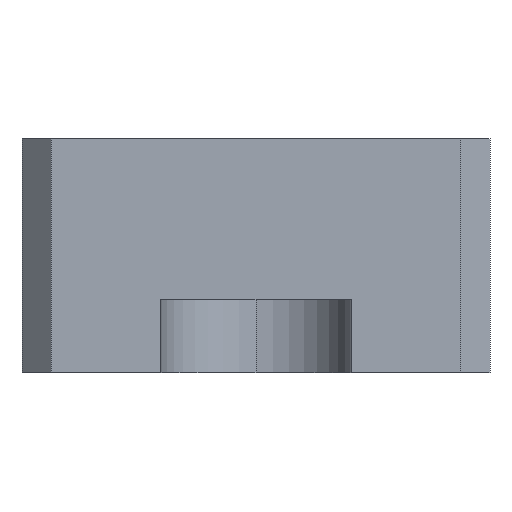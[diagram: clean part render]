
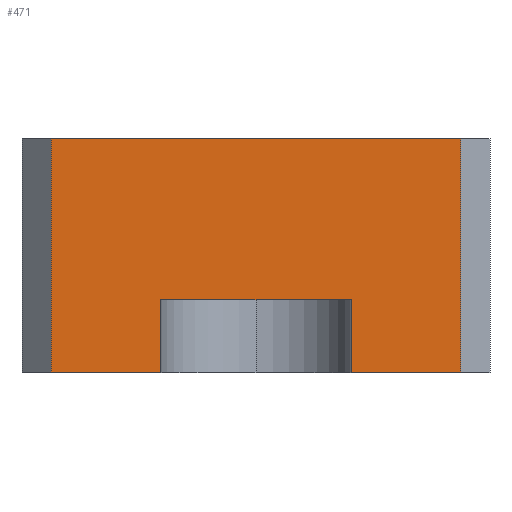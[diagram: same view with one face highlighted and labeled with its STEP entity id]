
A CAD part, left-side view. The second image highlights one B-rep face of the part: STEP entity #471.
In plain terms, the highlighted planar face has unit normal (-1, 0, 0).
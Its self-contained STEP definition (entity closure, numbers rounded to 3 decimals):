
#1 = DIRECTION ( 'NONE',  ( 0., 0., -1. ) ) ;
#10 = AXIS2_PLACEMENT_3D ( 'NONE', #279, #495, #1 ) ;
#27 = VERTEX_POINT ( 'NONE', #391 ) ;
#49 = FACE_OUTER_BOUND ( 'NONE', #572, .T. ) ;
#53 = CARTESIAN_POINT ( 'NONE',  ( -49., -14., 0. ) ) ;
#69 = ORIENTED_EDGE ( 'NONE', *, *, #662, .F. ) ;
#72 = VERTEX_POINT ( 'NONE', #672 ) ;
#81 = ORIENTED_EDGE ( 'NONE', *, *, #357, .F. ) ;
#100 = VECTOR ( 'NONE', #492, 1000. ) ;
#104 = CARTESIAN_POINT ( 'NONE',  ( -49., -14., 16. ) ) ;
#106 = DIRECTION ( 'NONE',  ( 0., 0., -1. ) ) ;
#115 = CARTESIAN_POINT ( 'NONE',  ( -49., -14., 5. ) ) ;
#121 = CARTESIAN_POINT ( 'NONE',  ( -49., 14., 16. ) ) ;
#160 = LINE ( 'NONE', #603, #650 ) ;
#170 = ORIENTED_EDGE ( 'NONE', *, *, #367, .F. ) ;
#171 = EDGE_CURVE ( 'NONE', #27, #72, #346, .T. ) ;
#174 = EDGE_CURVE ( 'NONE', #334, #355, #506, .T. ) ;
#178 = ORIENTED_EDGE ( 'NONE', *, *, #171, .T. ) ;
#186 = CARTESIAN_POINT ( 'NONE',  ( -49., -14., 0. ) ) ;
#205 = ORIENTED_EDGE ( 'NONE', *, *, #504, .T. ) ;
#206 = PLANE ( 'NONE',  #10 ) ;
#211 = DIRECTION ( 'NONE',  ( 0., 1., 0. ) ) ;
#222 = ORIENTED_EDGE ( 'NONE', *, *, #174, .F. ) ;
#258 = VERTEX_POINT ( 'NONE', #410 ) ;
#263 = DIRECTION ( 'NONE',  ( 0., 0., -1. ) ) ;
#265 = VECTOR ( 'NONE', #499, 1000. ) ;
#278 = VECTOR ( 'NONE', #692, 1000. ) ;
#279 = CARTESIAN_POINT ( 'NONE',  ( -49., -14., 16. ) ) ;
#301 = VECTOR ( 'NONE', #106, 1000. ) ;
#319 = LINE ( 'NONE', #488, #301 ) ;
#326 = VERTEX_POINT ( 'NONE', #476 ) ;
#331 = CARTESIAN_POINT ( 'NONE',  ( -49., -14., 0. ) ) ;
#334 = VERTEX_POINT ( 'NONE', #364 ) ;
#346 = LINE ( 'NONE', #121, #673 ) ;
#351 = DIRECTION ( 'NONE',  ( 0., 0., -1. ) ) ;
#355 = VERTEX_POINT ( 'NONE', #433 ) ;
#357 = EDGE_CURVE ( 'NONE', #326, #457, #541, .T. ) ;
#364 = CARTESIAN_POINT ( 'NONE',  ( -49., 6.5, 5. ) ) ;
#367 = EDGE_CURVE ( 'NONE', #457, #623, #699, .T. ) ;
#391 = CARTESIAN_POINT ( 'NONE',  ( -49., 14., 16. ) ) ;
#410 = CARTESIAN_POINT ( 'NONE',  ( -49., -6.5, 5. ) ) ;
#413 = EDGE_CURVE ( 'NONE', #326, #27, #160, .T. ) ;
#431 = EDGE_CURVE ( 'NONE', #258, #623, #319, .T. ) ;
#433 = CARTESIAN_POINT ( 'NONE',  ( -49., 6.5, 0. ) ) ;
#456 = DIRECTION ( 'NONE',  ( 0., 0., -1. ) ) ;
#457 = VERTEX_POINT ( 'NONE', #53 ) ;
#471 = ADVANCED_FACE ( 'NONE', ( #49 ), #206, .T. ) ;
#475 = LINE ( 'NONE', #186, #278 ) ;
#476 = CARTESIAN_POINT ( 'NONE',  ( -49., -14., 16. ) ) ;
#480 = VECTOR ( 'NONE', #456, 1000. ) ;
#487 = ORIENTED_EDGE ( 'NONE', *, *, #431, .T. ) ;
#488 = CARTESIAN_POINT ( 'NONE',  ( -49., -6.5, 16. ) ) ;
#492 = DIRECTION ( 'NONE',  ( 0., 1., 0. ) ) ;
#495 = DIRECTION ( 'NONE',  ( -1., 0., 0. ) ) ;
#499 = DIRECTION ( 'NONE',  ( 0., -1., 0. ) ) ;
#504 = EDGE_CURVE ( 'NONE', #334, #258, #671, .T. ) ;
#506 = LINE ( 'NONE', #565, #480 ) ;
#512 = CARTESIAN_POINT ( 'NONE',  ( -49., -6.5, 0. ) ) ;
#541 = LINE ( 'NONE', #104, #573 ) ;
#565 = CARTESIAN_POINT ( 'NONE',  ( -49., 6.5, 16. ) ) ;
#572 = EDGE_LOOP ( 'NONE', ( #205, #487, #170, #81, #619, #178, #69, #222 ) ) ;
#573 = VECTOR ( 'NONE', #263, 1000. ) ;
#603 = CARTESIAN_POINT ( 'NONE',  ( -49., -14., 16. ) ) ;
#619 = ORIENTED_EDGE ( 'NONE', *, *, #413, .T. ) ;
#623 = VERTEX_POINT ( 'NONE', #512 ) ;
#650 = VECTOR ( 'NONE', #211, 1000. ) ;
#662 = EDGE_CURVE ( 'NONE', #355, #72, #475, .T. ) ;
#671 = LINE ( 'NONE', #115, #265 ) ;
#672 = CARTESIAN_POINT ( 'NONE',  ( -49., 14., 0. ) ) ;
#673 = VECTOR ( 'NONE', #351, 1000. ) ;
#692 = DIRECTION ( 'NONE',  ( 0., 1., 0. ) ) ;
#699 = LINE ( 'NONE', #331, #100 ) ;
